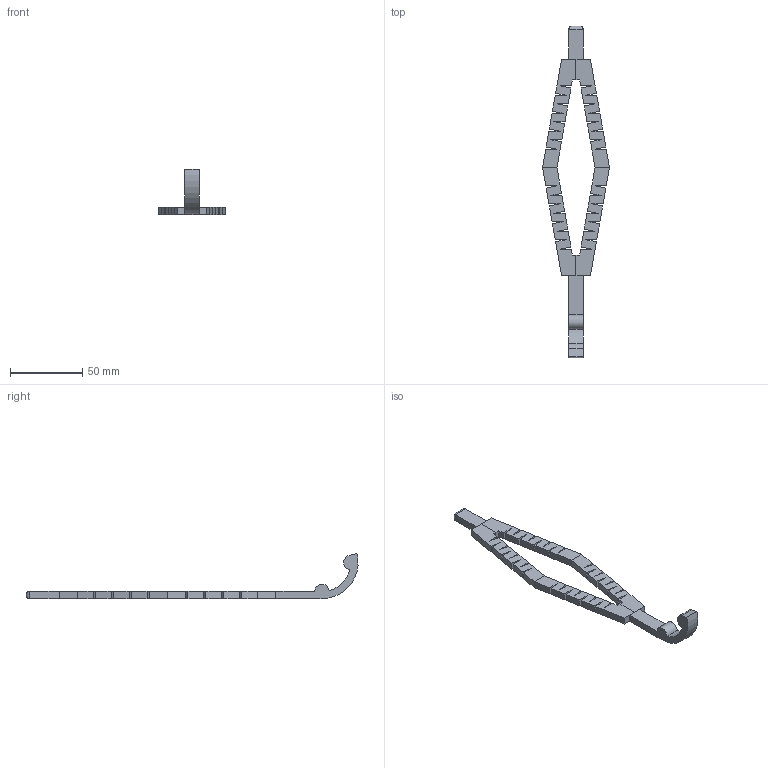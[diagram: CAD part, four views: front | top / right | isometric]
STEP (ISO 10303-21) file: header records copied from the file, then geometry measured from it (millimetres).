
FILE_DESCRIPTION(('FreeCAD Model'),'2;1');
FILE_NAME('Open CASCADE Shape Model','2024-06-17T21:07:21',('Author'),( ''),'Open CASCADE STEP processor 7.5','FreeCAD','Unknown');
FILE_SCHEMA(('AUTOMOTIVE_DESIGN { 1 0 10303 214 1 1 1 1 }'));
Length unit declared in the file: millimetre
Products named in the file (1): whiteleg
Bounding box: 46.36 x 229.93 x 31.3 mm (x, y, z)
Volume: 20006.4 mm3; surface area: 14103.4 mm2
Topology: 1 solids, 1 shells, 143 faces, 401 edges, 258 vertices
Faces by surface type: plane 135, cylinder 8
Entity records: 9895 total; most frequent: CARTESIAN_POINT 1827, DIRECTION 1480, LINE 1163, VECTOR 1163, ORIENTED_EDGE 802, PCURVE 802, DEFINITIONAL_REPRESENTATION 802, EDGE_CURVE 401
